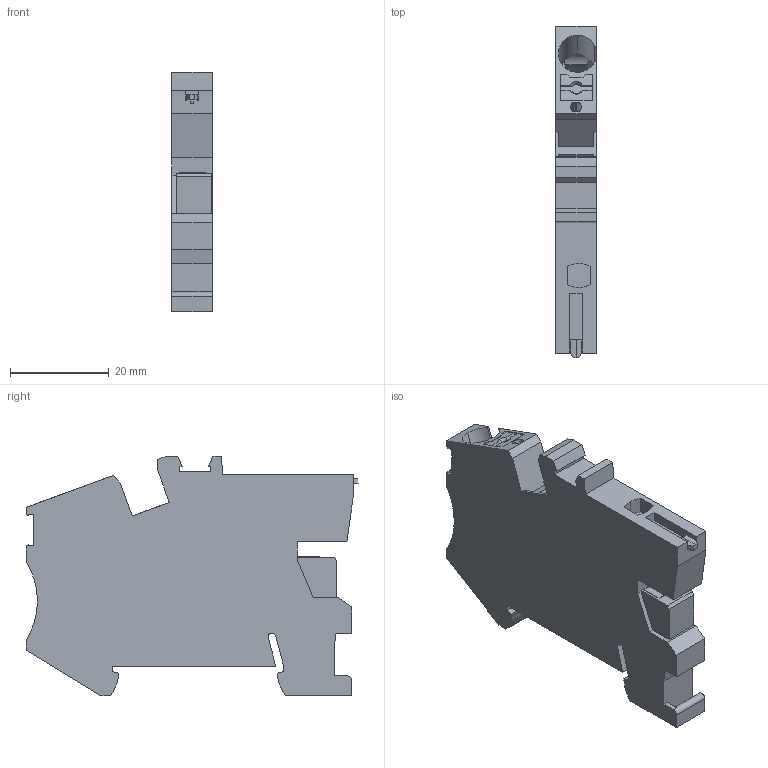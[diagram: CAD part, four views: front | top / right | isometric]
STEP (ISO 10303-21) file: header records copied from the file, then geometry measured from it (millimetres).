
FILE_DESCRIPTION(('STEP AP214'),'1');
FILE_NAME('cctmp_1358810F-BF71-45BB-A64C-274ABD07F392_2023_07_24_09_07_43_0530..stp','2023-07-24T07:07:43',('SIEMENS A&D'),('CADClick - www.CADClick.com'),'Spatial InterOp 3D postprocessed',' ','unknown authorization');
FILE_SCHEMA(('AUTOMOTIVE_DESIGN'));
Length unit declared in the file: millimetre
Products named in the file (1): 2023_07_24_09_07_43_0525
Bounding box: 8.15 x 67.25 x 48.5 mm (x, y, z)
Volume: 18210.2 mm3; surface area: 8622.4 mm2
Topology: 1 solids, 1 shells, 165 faces, 473 edges, 314 vertices
Faces by surface type: plane 133, cylinder 28, cone 4
Entity records: 6446 total; most frequent: CARTESIAN_POINT 1556, ORIENTED_EDGE 946, DIRECTION 856, EDGE_CURVE 473, LINE 398, VECTOR 398, VERTEX_POINT 314, AXIS2_PLACEMENT_3D 229
